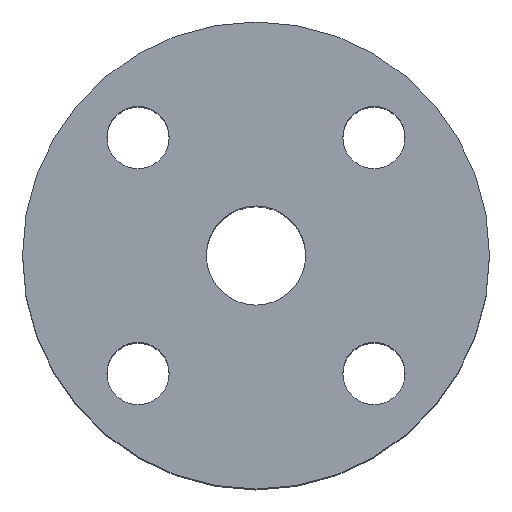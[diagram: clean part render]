
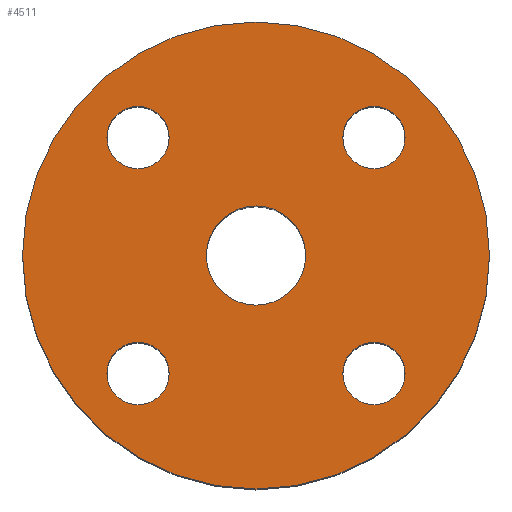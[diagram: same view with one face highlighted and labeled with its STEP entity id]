
A CAD part, top view. The second image highlights one B-rep face of the part: STEP entity #4511.
In plain terms, the highlighted planar face has unit normal (0, 0, 1).
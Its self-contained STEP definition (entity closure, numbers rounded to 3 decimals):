
#433 = CARTESIAN_POINT ( 'NONE',  ( -11.15, 0., 0. ) ) ;
#941 = CIRCLE ( 'NONE', #11553, 52.5 ) ;
#1231 = AXIS2_PLACEMENT_3D ( 'NONE', #2639, #23837, #9144 ) ;
#1624 = ORIENTED_EDGE ( 'NONE', *, *, #24596, .F. ) ;
#1779 = ORIENTED_EDGE ( 'NONE', *, *, #14067, .T. ) ;
#2087 = DIRECTION ( 'NONE',  ( 0., 0., 1. ) ) ;
#2124 = DIRECTION ( 'NONE',  ( -1., 0., 0. ) ) ;
#2639 = CARTESIAN_POINT ( 'NONE',  ( -26.517, -26.517, 0. ) ) ;
#2844 = EDGE_LOOP ( 'NONE', ( #6009, #5475 ) ) ;
#3186 = DIRECTION ( 'NONE',  ( 1., 0., 0. ) ) ;
#3206 = CARTESIAN_POINT ( 'NONE',  ( 11.15, 0., 0. ) ) ;
#3605 = DIRECTION ( 'NONE',  ( 0., 1., 0. ) ) ;
#3845 = EDGE_CURVE ( 'NONE', #10397, #9496, #20922, .T. ) ;
#4193 = DIRECTION ( 'NONE',  ( 1., 0., 0. ) ) ;
#4320 = CIRCLE ( 'NONE', #23796, 7. ) ;
#4511 = ADVANCED_FACE ( 'NONE', ( #25548, #25413, #23047, #6399, #15138, #17341 ), #4605, .F. ) ;
#4605 = PLANE ( 'NONE',  #13435 ) ;
#5120 = EDGE_CURVE ( 'NONE', #19258, #10188, #25419, .T. ) ;
#5391 = CIRCLE ( 'NONE', #13800, 7. ) ;
#5475 = ORIENTED_EDGE ( 'NONE', *, *, #5120, .F. ) ;
#5572 = CIRCLE ( 'NONE', #13544, 52.5 ) ;
#5813 = DIRECTION ( 'NONE',  ( 0., 0., 1. ) ) ;
#5945 = CARTESIAN_POINT ( 'NONE',  ( -26.517, 26.517, 0. ) ) ;
#5959 = CIRCLE ( 'NONE', #21001, 11.15 ) ;
#6009 = ORIENTED_EDGE ( 'NONE', *, *, #7234, .F. ) ;
#6046 = DIRECTION ( 'NONE',  ( 1., 0., 0. ) ) ;
#6260 = DIRECTION ( 'NONE',  ( 0., 0., -1. ) ) ;
#6399 = FACE_BOUND ( 'NONE', #19020, .T. ) ;
#7031 = DIRECTION ( 'NONE',  ( 0., 0., 1. ) ) ;
#7234 = EDGE_CURVE ( 'NONE', #10188, #19258, #25899, .T. ) ;
#7804 = EDGE_LOOP ( 'NONE', ( #10414, #8526 ) ) ;
#8076 = EDGE_LOOP ( 'NONE', ( #23116, #1624 ) ) ;
#8457 = DIRECTION ( 'NONE',  ( 1., 0., 0. ) ) ;
#8526 = ORIENTED_EDGE ( 'NONE', *, *, #26983, .F. ) ;
#9144 = DIRECTION ( 'NONE',  ( -1., 0., 0. ) ) ;
#9277 = EDGE_CURVE ( 'NONE', #10189, #13277, #9541, .T. ) ;
#9496 = VERTEX_POINT ( 'NONE', #13521 ) ;
#9541 = CIRCLE ( 'NONE', #12622, 11.15 ) ;
#9712 = CARTESIAN_POINT ( 'NONE',  ( -33.517, -26.517, 0. ) ) ;
#10097 = DIRECTION ( 'NONE',  ( 0., 0., 1. ) ) ;
#10188 = VERTEX_POINT ( 'NONE', #19403 ) ;
#10189 = VERTEX_POINT ( 'NONE', #433 ) ;
#10336 = CARTESIAN_POINT ( 'NONE',  ( -26.517, 26.517, 0. ) ) ;
#10397 = VERTEX_POINT ( 'NONE', #14492 ) ;
#10414 = ORIENTED_EDGE ( 'NONE', *, *, #21527, .F. ) ;
#10597 = DIRECTION ( 'NONE',  ( 0., 0., 1. ) ) ;
#11191 = DIRECTION ( 'NONE',  ( 0., 0., 1. ) ) ;
#11253 = AXIS2_PLACEMENT_3D ( 'NONE', #26041, #7031, #23947 ) ;
#11469 = DIRECTION ( 'NONE',  ( 1., 0., 0. ) ) ;
#11553 = AXIS2_PLACEMENT_3D ( 'NONE', #21347, #20815, #4193 ) ;
#11633 = CARTESIAN_POINT ( 'NONE',  ( 26.517, -26.517, 0. ) ) ;
#11656 = EDGE_CURVE ( 'NONE', #13277, #10189, #5959, .T. ) ;
#12037 = DIRECTION ( 'NONE',  ( 0., -1., 0. ) ) ;
#12610 = CARTESIAN_POINT ( 'NONE',  ( 26.517, 26.517, 0. ) ) ;
#12622 = AXIS2_PLACEMENT_3D ( 'NONE', #21411, #14927, #21141 ) ;
#12691 = DIRECTION ( 'NONE',  ( 0., 1., 0. ) ) ;
#12761 = EDGE_LOOP ( 'NONE', ( #1779, #18989 ) ) ;
#13277 = VERTEX_POINT ( 'NONE', #3206 ) ;
#13435 = AXIS2_PLACEMENT_3D ( 'NONE', #23183, #6260, #2124 ) ;
#13521 = CARTESIAN_POINT ( 'NONE',  ( 33.517, 26.517, 0. ) ) ;
#13544 = AXIS2_PLACEMENT_3D ( 'NONE', #20038, #11191, #11469 ) ;
#13800 = AXIS2_PLACEMENT_3D ( 'NONE', #18689, #5813, #27184 ) ;
#14067 = EDGE_CURVE ( 'NONE', #20882, #15651, #941, .T. ) ;
#14492 = CARTESIAN_POINT ( 'NONE',  ( 19.517, 26.517, 0. ) ) ;
#14893 = ORIENTED_EDGE ( 'NONE', *, *, #9277, .F. ) ;
#14927 = DIRECTION ( 'NONE',  ( 0., 0., 1. ) ) ;
#15138 = FACE_BOUND ( 'NONE', #27427, .T. ) ;
#15445 = ORIENTED_EDGE ( 'NONE', *, *, #3845, .F. ) ;
#15651 = VERTEX_POINT ( 'NONE', #17570 ) ;
#15814 = CIRCLE ( 'NONE', #1231, 7. ) ;
#15905 = CARTESIAN_POINT ( 'NONE',  ( 52.5, 0., 0. ) ) ;
#16530 = AXIS2_PLACEMENT_3D ( 'NONE', #12610, #2087, #8457 ) ;
#16691 = VERTEX_POINT ( 'NONE', #20153 ) ;
#16845 = DIRECTION ( 'NONE',  ( 0., 0., 1. ) ) ;
#17053 = CIRCLE ( 'NONE', #19261, 7. ) ;
#17341 = FACE_OUTER_BOUND ( 'NONE', #12761, .T. ) ;
#17570 = CARTESIAN_POINT ( 'NONE',  ( -52.5, 0., 0. ) ) ;
#17991 = DIRECTION ( 'NONE',  ( 0., 0., 1. ) ) ;
#18537 = VERTEX_POINT ( 'NONE', #9712 ) ;
#18689 = CARTESIAN_POINT ( 'NONE',  ( -26.517, -26.517, 0. ) ) ;
#18989 = ORIENTED_EDGE ( 'NONE', *, *, #25058, .T. ) ;
#19020 = EDGE_LOOP ( 'NONE', ( #21184, #15445 ) ) ;
#19258 = VERTEX_POINT ( 'NONE', #20958 ) ;
#19261 = AXIS2_PLACEMENT_3D ( 'NONE', #10336, #10597, #12691 ) ;
#19403 = CARTESIAN_POINT ( 'NONE',  ( 33.517, -26.517, 0. ) ) ;
#19786 = EDGE_CURVE ( 'NONE', #16691, #25127, #23124, .T. ) ;
#20038 = CARTESIAN_POINT ( 'NONE',  ( 0., 0., 0. ) ) ;
#20153 = CARTESIAN_POINT ( 'NONE',  ( -19.517, 26.517, 0. ) ) ;
#20764 = DIRECTION ( 'NONE',  ( 0., 0., 1. ) ) ;
#20815 = DIRECTION ( 'NONE',  ( 0., 0., 1. ) ) ;
#20882 = VERTEX_POINT ( 'NONE', #15905 ) ;
#20922 = CIRCLE ( 'NONE', #16530, 7. ) ;
#20958 = CARTESIAN_POINT ( 'NONE',  ( 19.517, -26.517, 0. ) ) ;
#21001 = AXIS2_PLACEMENT_3D ( 'NONE', #23089, #16845, #6046 ) ;
#21141 = DIRECTION ( 'NONE',  ( 1., 0., 0. ) ) ;
#21184 = ORIENTED_EDGE ( 'NONE', *, *, #27102, .F. ) ;
#21347 = CARTESIAN_POINT ( 'NONE',  ( 0., 0., 0. ) ) ;
#21411 = CARTESIAN_POINT ( 'NONE',  ( 0., 0., 0. ) ) ;
#21527 = EDGE_CURVE ( 'NONE', #22146, #18537, #5391, .T. ) ;
#22146 = VERTEX_POINT ( 'NONE', #25978 ) ;
#23047 = FACE_BOUND ( 'NONE', #8076, .T. ) ;
#23089 = CARTESIAN_POINT ( 'NONE',  ( 0., 0., 0. ) ) ;
#23116 = ORIENTED_EDGE ( 'NONE', *, *, #19786, .F. ) ;
#23124 = CIRCLE ( 'NONE', #25807, 7. ) ;
#23183 = CARTESIAN_POINT ( 'NONE',  ( 0., 11.15, 0. ) ) ;
#23796 = AXIS2_PLACEMENT_3D ( 'NONE', #23971, #17991, #3186 ) ;
#23837 = DIRECTION ( 'NONE',  ( 0., 0., 1. ) ) ;
#23947 = DIRECTION ( 'NONE',  ( 0., -1., 0. ) ) ;
#23971 = CARTESIAN_POINT ( 'NONE',  ( 26.517, 26.517, 0. ) ) ;
#24596 = EDGE_CURVE ( 'NONE', #25127, #16691, #17053, .T. ) ;
#25058 = EDGE_CURVE ( 'NONE', #15651, #20882, #5572, .T. ) ;
#25127 = VERTEX_POINT ( 'NONE', #26590 ) ;
#25413 = FACE_BOUND ( 'NONE', #7804, .T. ) ;
#25419 = CIRCLE ( 'NONE', #25853, 7. ) ;
#25548 = FACE_BOUND ( 'NONE', #2844, .T. ) ;
#25807 = AXIS2_PLACEMENT_3D ( 'NONE', #5945, #20764, #3605 ) ;
#25853 = AXIS2_PLACEMENT_3D ( 'NONE', #11633, #10097, #12037 ) ;
#25899 = CIRCLE ( 'NONE', #11253, 7. ) ;
#25914 = ORIENTED_EDGE ( 'NONE', *, *, #11656, .F. ) ;
#25978 = CARTESIAN_POINT ( 'NONE',  ( -19.517, -26.517, 0. ) ) ;
#26041 = CARTESIAN_POINT ( 'NONE',  ( 26.517, -26.517, 0. ) ) ;
#26590 = CARTESIAN_POINT ( 'NONE',  ( -33.517, 26.517, 0. ) ) ;
#26983 = EDGE_CURVE ( 'NONE', #18537, #22146, #15814, .T. ) ;
#27102 = EDGE_CURVE ( 'NONE', #9496, #10397, #4320, .T. ) ;
#27184 = DIRECTION ( 'NONE',  ( -1., 0., 0. ) ) ;
#27427 = EDGE_LOOP ( 'NONE', ( #25914, #14893 ) ) ;
